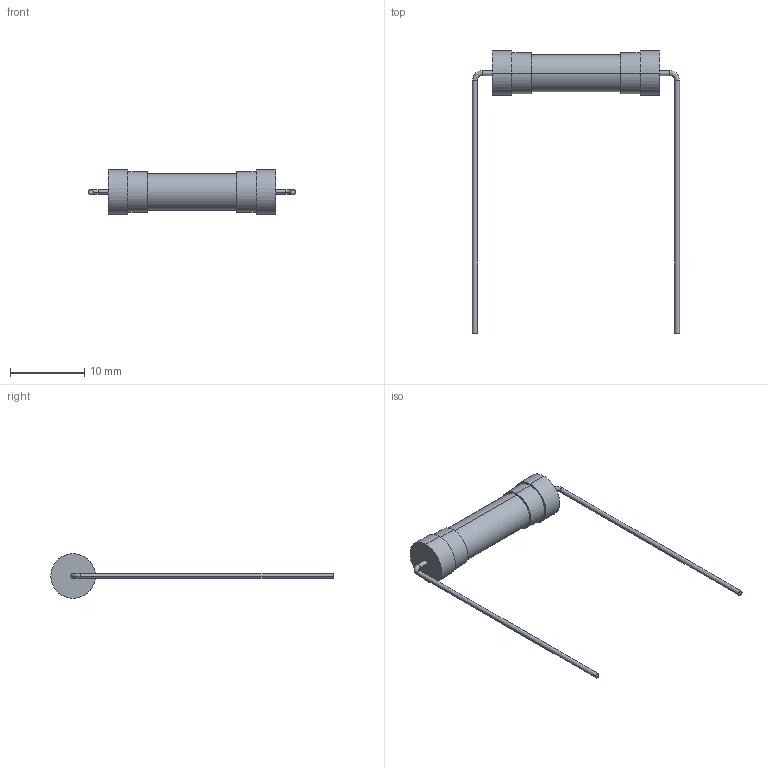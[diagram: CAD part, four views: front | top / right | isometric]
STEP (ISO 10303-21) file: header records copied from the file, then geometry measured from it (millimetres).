
FILE_DESCRIPTION (( 'STEP AP214' ), '1' );
FILE_NAME ('0ADKP9160-RE.STEP', '2023-02-05T09:28:31', ( '' ), ( '' ), 'SwSTEP 2.0', 'SolidWorks 2021', '' );
FILE_SCHEMA (( 'AUTOMOTIVE_DESIGN' ));
Length unit declared in the file: millimetre
Products named in the file (1): 0ADKP9160-RE
Bounding box: 27.88 x 38 x 6 mm (x, y, z)
Volume: 533.3 mm3; surface area: 682.7 mm2
Topology: 5 solids, 5 shells, 34 faces, 58 edges, 36 vertices
Faces by surface type: cylinder 18, plane 12, torus 4
Entity records: 888 total; most frequent: DIRECTION 168, CARTESIAN_POINT 129, ORIENTED_EDGE 116, AXIS2_PLACEMENT_3D 75, EDGE_CURVE 58, CIRCLE 40, EDGE_LOOP 36, VERTEX_POINT 36
